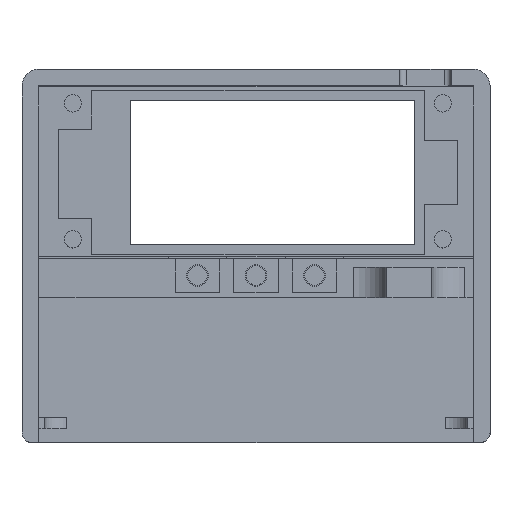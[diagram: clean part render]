
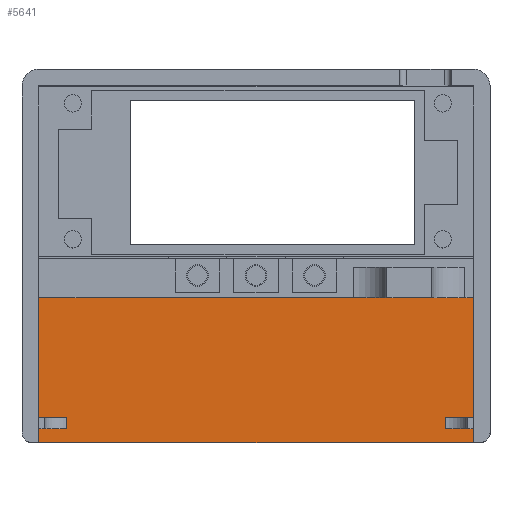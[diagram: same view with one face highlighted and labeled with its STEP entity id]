
A CAD part, top view. The second image highlights one B-rep face of the part: STEP entity #5641.
In plain terms, the highlighted planar face has unit normal (0, 0, 1).
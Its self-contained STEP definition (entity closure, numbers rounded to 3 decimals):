
#5527 = VERTEX_POINT('',#5528);
#5528 = CARTESIAN_POINT('',(39.,-48.5,2.));
#5568 = VERTEX_POINT('',#5569);
#5569 = CARTESIAN_POINT('',(39.,-22.5,2.));
#5575 = EDGE_CURVE('',#5568,#5527,#5576,.T.);
#5576 = LINE('',#5577,#5578);
#5577 = CARTESIAN_POINT('',(39.,-15.,2.));
#5578 = VECTOR('',#5579,1.);
#5579 = DIRECTION('',(0.,-1.,0.));
#5590 = EDGE_CURVE('',#5527,#5591,#5593,.T.);
#5591 = VERTEX_POINT('',#5592);
#5592 = CARTESIAN_POINT('',(-39.,-48.5,2.));
#5593 = LINE('',#5594,#5595);
#5594 = CARTESIAN_POINT('',(39.,-48.5,2.));
#5595 = VECTOR('',#5596,1.);
#5596 = DIRECTION('',(-1.,0.,0.));
#5641 = ADVANCED_FACE('',(#5642),#5660,.T.);
#5642 = FACE_BOUND('',#5643,.T.);
#5643 = EDGE_LOOP('',(#5644,#5652,#5658,#5659));
#5644 = ORIENTED_EDGE('',*,*,#5645,.F.);
#5645 = EDGE_CURVE('',#5646,#5568,#5648,.T.);
#5646 = VERTEX_POINT('',#5647);
#5647 = CARTESIAN_POINT('',(-39.,-22.5,2.));
#5648 = LINE('',#5649,#5650);
#5649 = CARTESIAN_POINT('',(-39.5,-22.5,2.));
#5650 = VECTOR('',#5651,1.);
#5651 = DIRECTION('',(1.,0.,0.));
#5652 = ORIENTED_EDGE('',*,*,#5653,.F.);
#5653 = EDGE_CURVE('',#5591,#5646,#5654,.T.);
#5654 = LINE('',#5655,#5656);
#5655 = CARTESIAN_POINT('',(-39.,-48.5,2.));
#5656 = VECTOR('',#5657,1.);
#5657 = DIRECTION('',(0.,1.,0.));
#5658 = ORIENTED_EDGE('',*,*,#5590,.F.);
#5659 = ORIENTED_EDGE('',*,*,#5575,.F.);
#5660 = PLANE('',#5661);
#5661 = AXIS2_PLACEMENT_3D('',#5662,#5663,#5664);
#5662 = CARTESIAN_POINT('',(0.,-31.898,2.));
#5663 = DIRECTION('',(0.,0.,1.));
#5664 = DIRECTION('',(1.,0.,0.));
